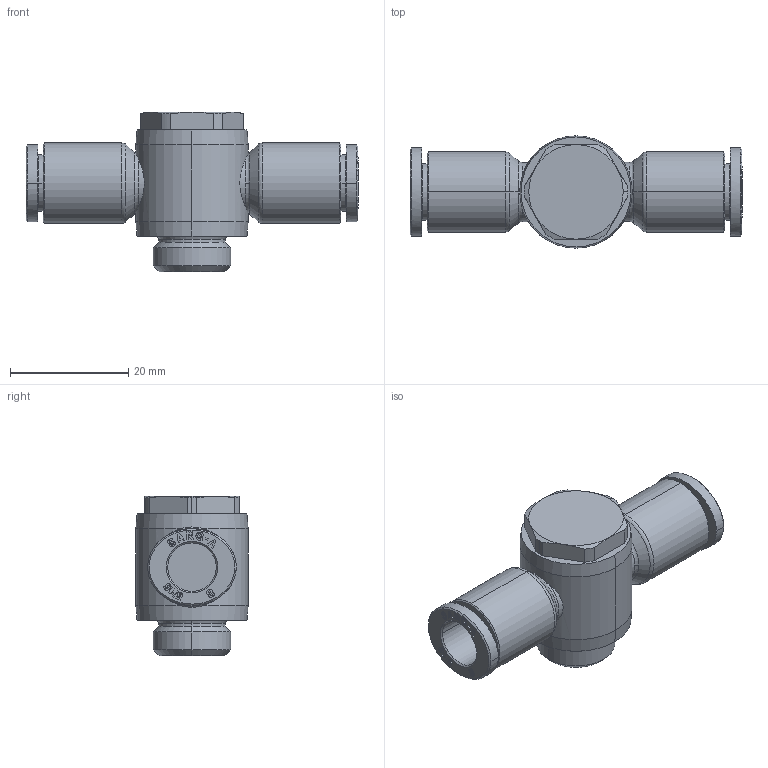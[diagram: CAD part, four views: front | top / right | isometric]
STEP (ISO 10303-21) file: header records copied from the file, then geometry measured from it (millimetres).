
FILE_DESCRIPTION (( 'STEP AP214' ), '1' );
FILE_NAME ('PGT08-G02(1).STEP', '2015-11-03T10:27:14', ( '' ), ( '' ), 'SwSTEP 2.0', 'SolidWorks 2015', '' );
FILE_SCHEMA (( 'AUTOMOTIVE_DESIGN' ));
Length unit declared in the file: millimetre
Products named in the file (2): PGT08-G02(1); ｦ+ﾃｦ1
Assembly tree (1 placements, depth 2):
  PGT08-G02(1)
    ｦ+ﾃｦ1
Bounding box: 56.2 x 19 x 27 mm (x, y, z)
Volume: 8499.4 mm3; surface area: 7202.3 mm2
Topology: 1 solids, 1 shells, 846 faces, 2364 edges, 1563 vertices
Faces by surface type: plane 686, bspline 64, cylinder 49, cone 43, torus 4
Entity records: 29542 total; most frequent: CARTESIAN_POINT 7355, ORIENTED_EDGE 4724, DIRECTION 3928, EDGE_CURVE 2362, LINE 2028, VECTOR 2028, VERTEX_POINT 1563, AXIS2_PLACEMENT_3D 950
